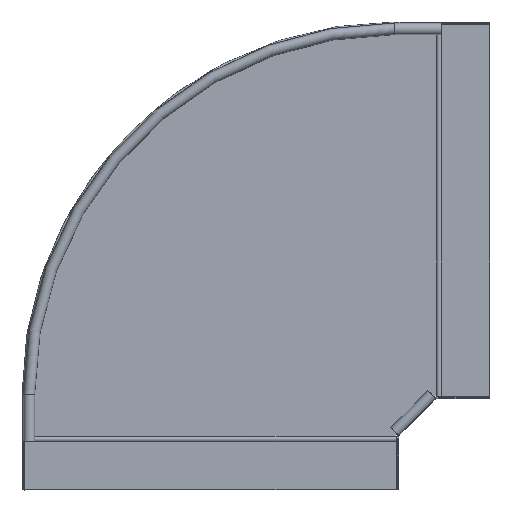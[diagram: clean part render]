
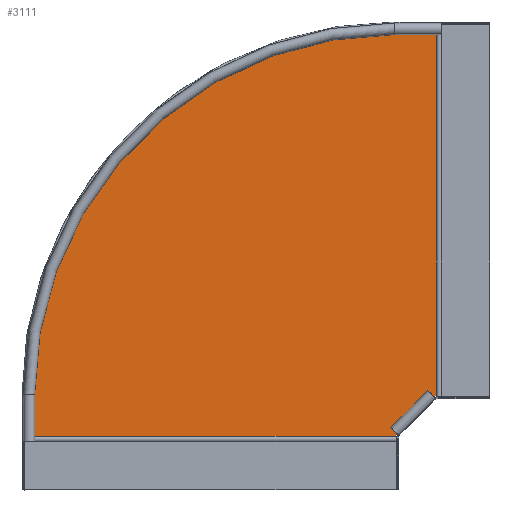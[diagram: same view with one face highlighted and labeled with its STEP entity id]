
A CAD part, top view. The second image highlights one B-rep face of the part: STEP entity #3111.
In plain terms, the highlighted planar face has unit normal (0, 0, 1).
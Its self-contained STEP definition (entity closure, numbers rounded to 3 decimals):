
#2612=DIRECTION('',(-1.,0.,0.));
#2613=VECTOR('',#2612,1.972);
#2614=CARTESIAN_POINT('',(-57.328,100.35,0.));
#2615=LINE('',#2614,#2613);
#2639=DIRECTION('',(0.,-1.,0.));
#2640=VECTOR('',#2639,398.5);
#2641=CARTESIAN_POINT('',(-57.328,498.85,0.));
#2642=LINE('',#2641,#2640);
#2647=DIRECTION('',(0.707,0.707,0.));
#2648=VECTOR('',#2647,58.053);
#2649=CARTESIAN_POINT('',(-100.35,59.3,0.));
#2650=LINE('',#2649,#2648);
#2651=CARTESIAN_POINT('',(-101.85,101.85,0.));
#2652=DIRECTION('',(0.,0.,1.));
#2653=DIRECTION('',(0.,1.,0.));
#2654=AXIS2_PLACEMENT_3D('',#2651,#2652,#2653);
#2759=DIRECTION('',(1.,0.,0.));
#2760=VECTOR('',#2759,44.522);
#2761=CARTESIAN_POINT('',(-101.85,498.85,0.));
#2762=LINE('',#2761,#2760);
#2786=DIRECTION('',(0.,1.,0.));
#2787=VECTOR('',#2786,44.522);
#2788=CARTESIAN_POINT('',(-498.85,57.328,0.));
#2789=LINE('',#2788,#2787);
#2848=DIRECTION('',(0.,-1.,0.));
#2849=VECTOR('',#2848,1.972);
#2850=CARTESIAN_POINT('',(-100.35,59.3,0.));
#2851=LINE('',#2850,#2849);
#2903=DIRECTION('',(-1.,0.,0.));
#2904=VECTOR('',#2903,398.5);
#2905=CARTESIAN_POINT('',(-100.35,57.328,0.));
#2906=LINE('',#2905,#2904);
#2931=CARTESIAN_POINT('',(-101.85,498.85,0.));
#2932=CARTESIAN_POINT('',(-57.328,498.85,0.));
#2933=VERTEX_POINT('',#2931);
#2934=VERTEX_POINT('',#2932);
#2953=CARTESIAN_POINT('',(-100.35,59.3,0.));
#2954=CARTESIAN_POINT('',(-59.3,100.35,0.));
#2955=VERTEX_POINT('',#2953);
#2956=VERTEX_POINT('',#2954);
#2960=CARTESIAN_POINT('',(-498.85,101.85,0.));
#2961=VERTEX_POINT('',#2960);
#2982=CARTESIAN_POINT('',(-57.328,100.35,0.));
#2983=VERTEX_POINT('',#2982);
#2984=CARTESIAN_POINT('',(-498.85,57.328,0.));
#2985=VERTEX_POINT('',#2984);
#2995=CARTESIAN_POINT('',(-100.35,57.328,0.));
#2996=VERTEX_POINT('',#2995);
#3090=CARTESIAN_POINT('',(-101.85,101.85,0.));
#3091=DIRECTION('',(0.,0.,-1.));
#3092=DIRECTION('',(-1.,0.,0.));
#3093=AXIS2_PLACEMENT_3D('',#3090,#3091,#3092);
#3094=PLANE('',#3093);
#3096=ORIENTED_EDGE('',*,*,#3095,.F.);
#3098=ORIENTED_EDGE('',*,*,#3097,.T.);
#3100=ORIENTED_EDGE('',*,*,#3099,.T.);
#3102=ORIENTED_EDGE('',*,*,#3101,.T.);
#3104=ORIENTED_EDGE('',*,*,#3103,.F.);
#3106=ORIENTED_EDGE('',*,*,#3105,.T.);
#3107=ORIENTED_EDGE('',*,*,#3082,.T.);
#3108=ORIENTED_EDGE('',*,*,#3022,.T.);
#3109=EDGE_LOOP('',(#3096,#3098,#3100,#3102,#3104,#3106,#3107,#3108));
#3110=FACE_OUTER_BOUND('',#3109,.F.);
#3111=ADVANCED_FACE('',(#3110),#3094,.F.);
#2655=CIRCLE('',#2654,397.);
#3022=EDGE_CURVE('',#2983,#2956,#2615,.T.);
#3082=EDGE_CURVE('',#2934,#2983,#2642,.T.);
#3095=EDGE_CURVE('',#2955,#2956,#2650,.T.);
#3097=EDGE_CURVE('',#2955,#2996,#2851,.T.);
#3099=EDGE_CURVE('',#2996,#2985,#2906,.T.);
#3101=EDGE_CURVE('',#2985,#2961,#2789,.T.);
#3103=EDGE_CURVE('',#2933,#2961,#2655,.T.);
#3105=EDGE_CURVE('',#2933,#2934,#2762,.T.);
